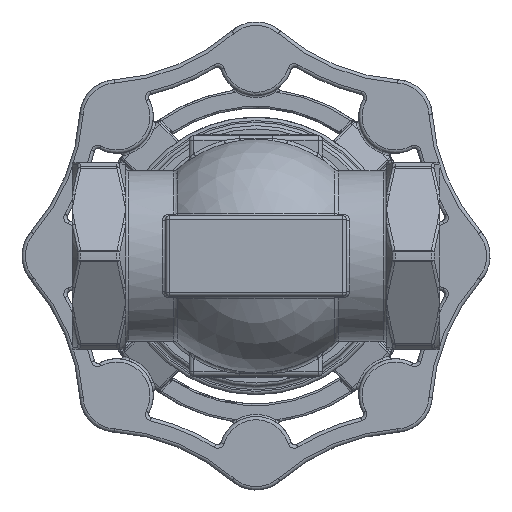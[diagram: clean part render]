
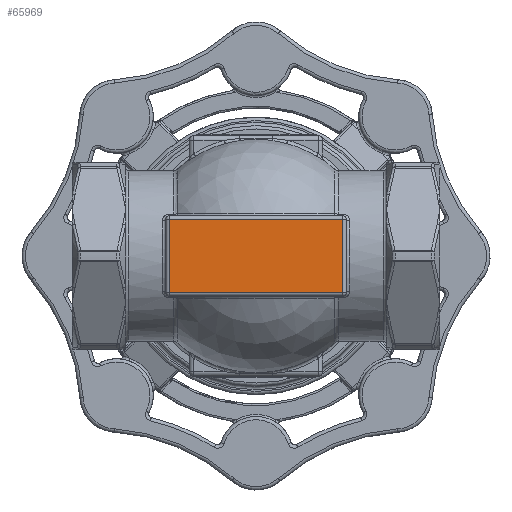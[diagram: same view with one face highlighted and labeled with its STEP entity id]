
A CAD part, front view. The second image highlights one B-rep face of the part: STEP entity #65969.
In plain terms, the highlighted planar face has unit normal (0, -1, 0).
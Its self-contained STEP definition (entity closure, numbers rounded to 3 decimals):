
#2788 = AXIS2_PLACEMENT_3D ( 'NONE', #4463, #4465, #4467 ) ;
#4393 = PLANE ( 'NONE',  #2788 ) ;
#4433 = FACE_OUTER_BOUND ( 'NONE', #41639, .T. ) ;
#4463 = CARTESIAN_POINT ( 'NONE',  ( -13.5, -17.5, -6. ) ) ;
#4465 = DIRECTION ( 'NONE',  ( 0., -1., 0. ) ) ;
#4467 = DIRECTION ( 'NONE',  ( 0., 0., -1. ) ) ;
#11637 = LINE ( 'NONE', #11640, #15226 ) ;
#11640 = CARTESIAN_POINT ( 'NONE',  ( -13.5, -17.5, 5.5 ) ) ;
#11649 = DIRECTION ( 'NONE',  ( -1., 0., 0. ) ) ;
#12884 = CARTESIAN_POINT ( 'NONE',  ( -13., -17.5, -5.5 ) ) ;
#12894 = CARTESIAN_POINT ( 'NONE',  ( 13., -17.5, -5.5 ) ) ;
#15189 = VECTOR ( 'NONE', #25403, 1000. ) ;
#15226 = VECTOR ( 'NONE', #11649, 1000. ) ;
#15250 = VECTOR ( 'NONE', #25395, 1000. ) ;
#17205 = VERTEX_POINT ( 'NONE', #20745 ) ;
#19091 = EDGE_CURVE ( 'NONE', #17205, #52259, #11637, .T. ) ;
#19167 = EDGE_CURVE ( 'NONE', #30510, #17205, #25385, .T. ) ;
#19170 = EDGE_CURVE ( 'NONE', #30491, #30510, #25390, .T. ) ;
#20745 = CARTESIAN_POINT ( 'NONE',  ( 13., -17.5, 5.5 ) ) ;
#23045 = EDGE_CURVE ( 'NONE', #52259, #30491, #28664, .T. ) ;
#25385 = LINE ( 'NONE', #25386, #15250 ) ;
#25386 = CARTESIAN_POINT ( 'NONE',  ( 13., -17.5, 6. ) ) ;
#25390 = LINE ( 'NONE', #25402, #15189 ) ;
#25395 = DIRECTION ( 'NONE',  ( 0., 0., 1. ) ) ;
#25402 = CARTESIAN_POINT ( 'NONE',  ( 13.5, -17.5, -5.5 ) ) ;
#25403 = DIRECTION ( 'NONE',  ( 1., 0., 0. ) ) ;
#28664 = LINE ( 'NONE', #28668, #58119 ) ;
#28668 = CARTESIAN_POINT ( 'NONE',  ( -13., -17.5, -6. ) ) ;
#28670 = DIRECTION ( 'NONE',  ( 0., 0., -1. ) ) ;
#30491 = VERTEX_POINT ( 'NONE', #12884 ) ;
#30510 = VERTEX_POINT ( 'NONE', #12894 ) ;
#31541 = CARTESIAN_POINT ( 'NONE',  ( -13., -17.5, 5.5 ) ) ;
#41639 = EDGE_LOOP ( 'NONE', ( #63318, #63563, #63297, #63485 ) ) ;
#52259 = VERTEX_POINT ( 'NONE', #31541 ) ;
#58119 = VECTOR ( 'NONE', #28670, 1000. ) ;
#63297 = ORIENTED_EDGE ( 'NONE', *, *, #19170, .T. ) ;
#63318 = ORIENTED_EDGE ( 'NONE', *, *, #19091, .T. ) ;
#63485 = ORIENTED_EDGE ( 'NONE', *, *, #19167, .T. ) ;
#63563 = ORIENTED_EDGE ( 'NONE', *, *, #23045, .T. ) ;
#65969 = ADVANCED_FACE ( 'NONE', ( #4433 ), #4393, .T. ) ;
